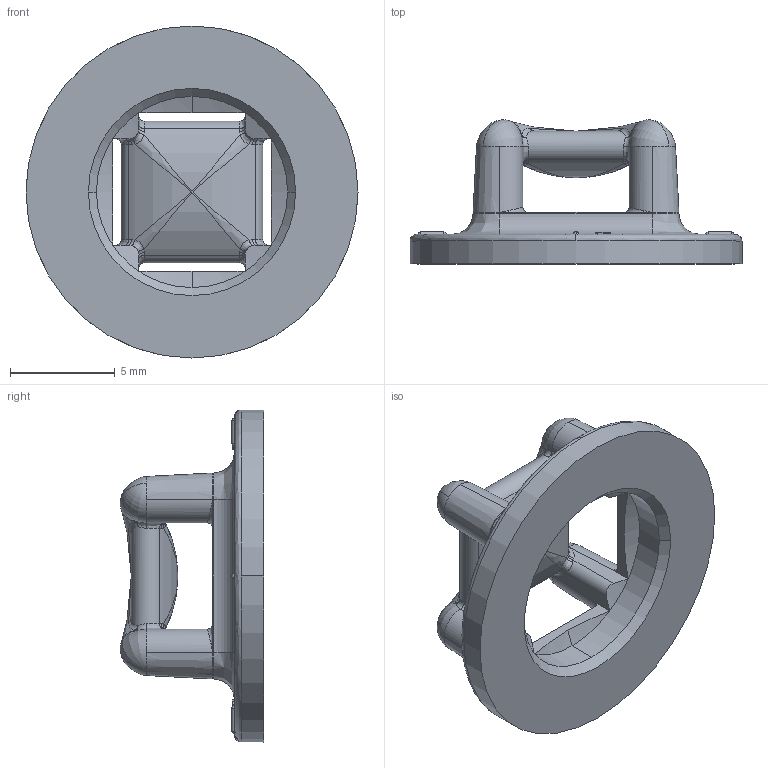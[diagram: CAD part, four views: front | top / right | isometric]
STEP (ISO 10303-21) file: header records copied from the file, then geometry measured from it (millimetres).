
FILE_DESCRIPTION (( 'STEP AP214' ), '1' );
FILE_NAME ('cb4563v3p(no fixture).STEP', '2017-05-10T18:37:21', ( '' ), ( '' ), 'SwSTEP 2.0', 'SolidWorks 2017', '' );
FILE_SCHEMA (( 'AUTOMOTIVE_DESIGN' ));
Length unit declared in the file: inch
Products named in the file (1): cb4563v3p(no fixture)
Bounding box: 15.88 x 6.89 x 15.88 mm (x, y, z)
Volume: 374.3 mm3; surface area: 652.5 mm2
Topology: 1 solids, 1 shells, 307 faces, 836 edges, 478 vertices
Faces by surface type: bspline 161, plane 100, cylinder 38, cone 8
Entity records: 16395 total; most frequent: CARTESIAN_POINT 10205, ORIENTED_EDGE 1564, DIRECTION 850, EDGE_CURVE 782, VERTEX_POINT 478, LINE 340, VECTOR 340, EDGE_LOOP 316
